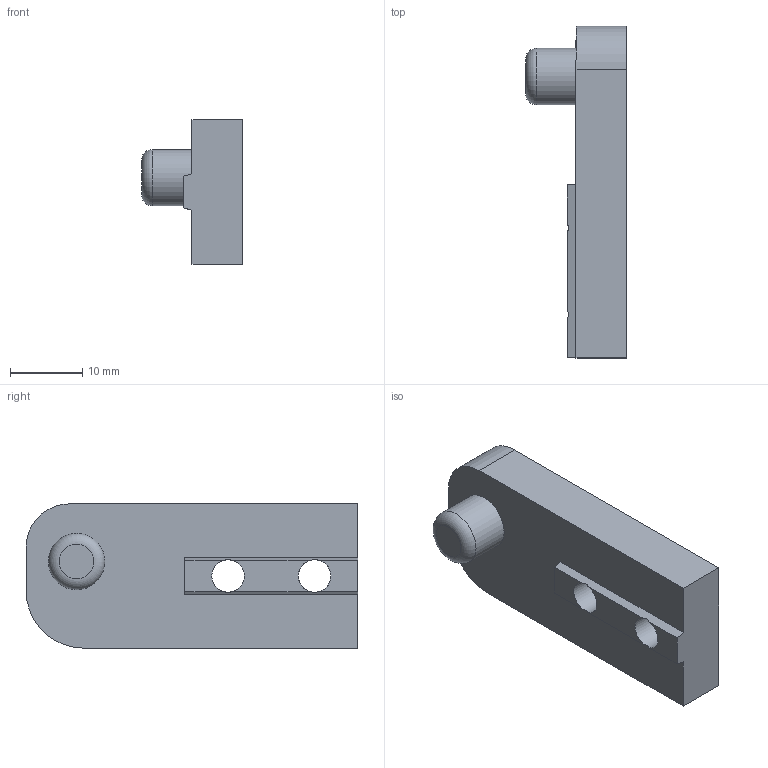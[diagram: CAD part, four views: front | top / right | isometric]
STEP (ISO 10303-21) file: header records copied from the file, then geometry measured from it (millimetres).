
FILE_DESCRIPTION(/* description */ (''),/* implementation_level */ '2;1');
FILE_NAME(/* name */ 'deflection_roll_mount_mirrored.step',/* time_stamp */ '2020-10-14T08:12:41+02:00',/* author */ (''),/* organization */ (''),/* preprocessor_version */ 'ST-DEVELOPER v18.1',/* originating_system */ 'Autodesk Translation Framework v9.3.0.1241',/* authorisation */ '');
FILE_SCHEMA (('AUTOMOTIVE_DESIGN { 1 0 10303 214 3 1 1 }'));
Length unit declared in the file: millimetre
Products named in the file (1): Halter(Mirror)
Bounding box: 14 x 46 x 20 mm (x, y, z)
Volume: 6366.9 mm3; surface area: 3032.2 mm2
Topology: 1 solids, 1 shells, 21 faces, 58 edges, 38 vertices
Faces by surface type: plane 13, cylinder 5, cone 2, torus 1
Full cylindrical faces by diameter (mm): 4.5 x2, 7.8 x1
Entity records: 720 total; most frequent: DIRECTION 125, CARTESIAN_POINT 118, ORIENTED_EDGE 116, EDGE_CURVE 58, AXIS2_PLACEMENT_3D 45, VERTEX_POINT 38, LINE 35, VECTOR 35
